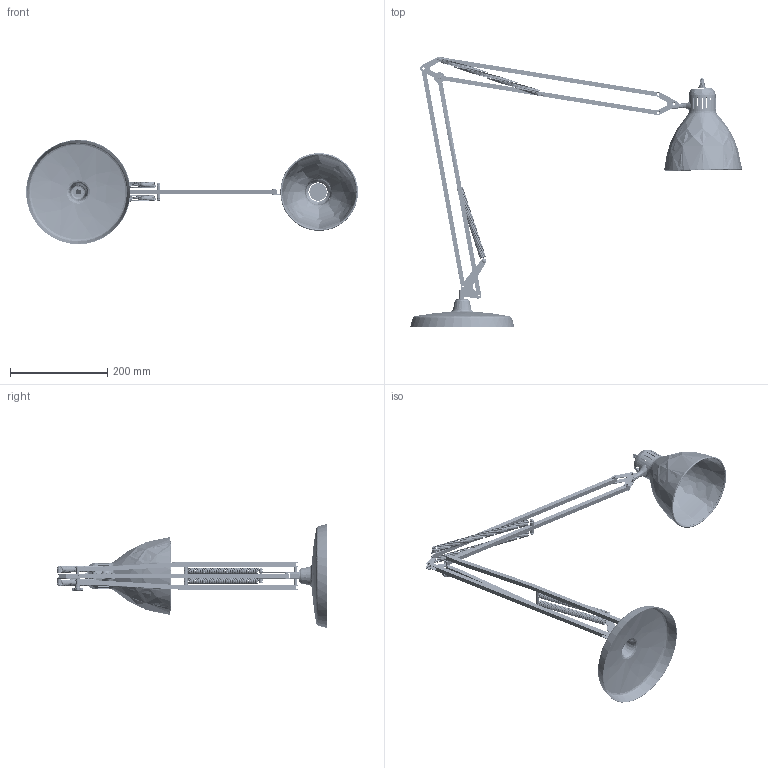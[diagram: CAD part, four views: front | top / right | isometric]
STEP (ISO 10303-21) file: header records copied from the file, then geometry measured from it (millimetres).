
FILE_DESCRIPTION (( 'STEP AP203' ), '1' );
FILE_NAME ('JJ_T_STEP.STEP', '2016-01-11T13:40:58', ( 'admin' ), ( '' ), 'SwSTEP 2.0', 'SolidWorks 2015', '' );
FILE_SCHEMA (( 'CONFIG_CONTROL_DESIGN' ));
Products named in the file (2): JJ_T_STEP
Bounding box: 683.1 x 557.08 x 215 mm (x, y, z)
Surface area: 464069.5 mm2 (no closed solid volume)
Topology: 0 solids, 37 shells, 1337 faces, 3700 edges, 2354 vertices
Faces by surface type: cylinder 720, plane 309, bspline 282, cone 26
Entity records: 143820 total; most frequent: CARTESIAN_POINT 111475, ORIENTED_EDGE 7140, DIRECTION 6426, EDGE_CURVE 3571, AXIS2_PLACEMENT_3D 2550, VERTEX_POINT 2352, EDGE_LOOP 1531, CIRCLE 1493
